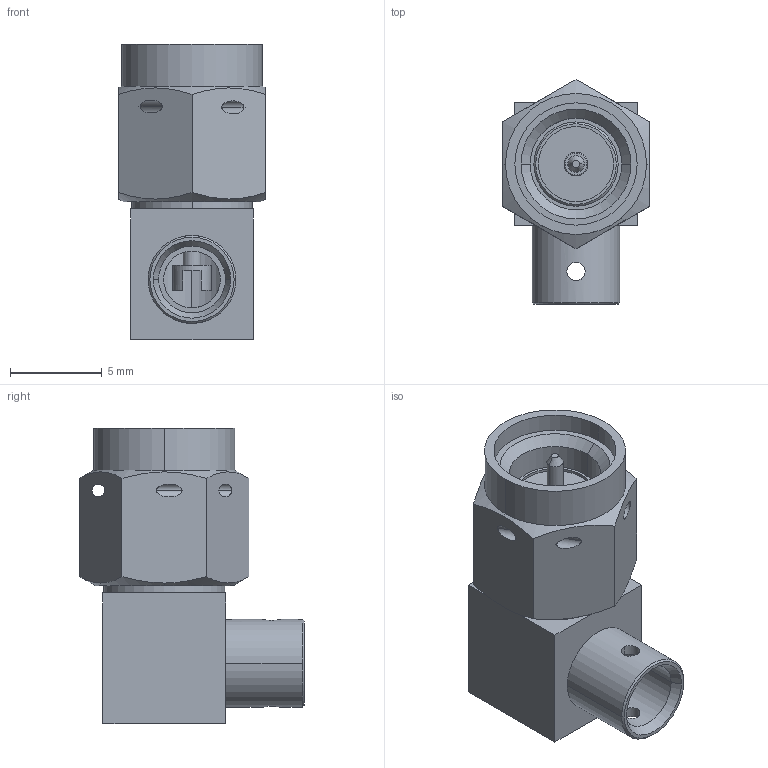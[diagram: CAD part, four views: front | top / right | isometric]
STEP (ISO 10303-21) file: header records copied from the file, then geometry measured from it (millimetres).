
FILE_DESCRIPTION (( 'STEP AP214' ), '1' );
FILE_NAME ('!ÔÈÌÄ.434521.008-08 Âèëêà êàáåëüíàÿ óãëîâàÿ.STEP', '2024-07-30T08:16:43', ( '' ), ( '' ), 'SwSTEP 2.0', 'SolidWorks 2018', '' );
FILE_SCHEMA (( 'AUTOMOTIVE_DESIGN' ));
Length unit declared in the file: millimetre
Products named in the file (1): !ÔÈÌÄ.434521.008-08 Âèëêà êàáåëüíàÿ óãëîâàÿ
Bounding box: 8 x 12.27 x 16.15 mm (x, y, z)
Volume: 630.3 mm3; surface area: 1062.6 mm2
Topology: 1 solids, 5 shells, 136 faces, 312 edges, 203 vertices
Faces by surface type: cylinder 62, plane 38, cone 22, sphere 14
Entity records: 4196 total; most frequent: CARTESIAN_POINT 1006, DIRECTION 678, ORIENTED_EDGE 624, EDGE_CURVE 312, AXIS2_PLACEMENT_3D 283, VERTEX_POINT 203, EDGE_LOOP 169, CIRCLE 146
